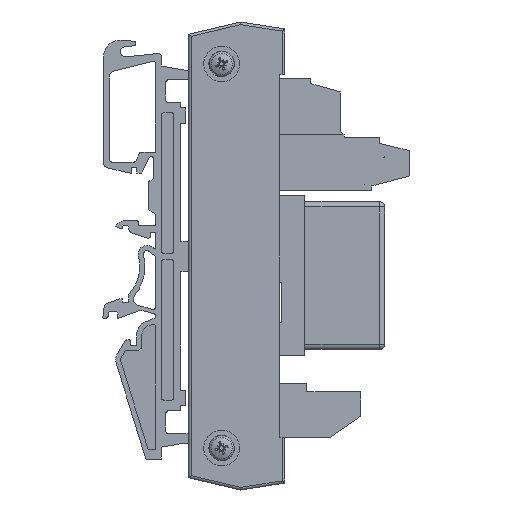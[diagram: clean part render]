
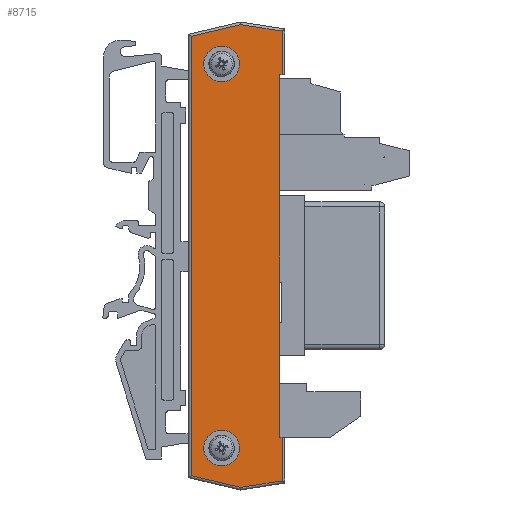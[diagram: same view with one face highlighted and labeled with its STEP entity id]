
A CAD part, left-side view. The second image highlights one B-rep face of the part: STEP entity #8715.
In plain terms, the highlighted face is planar.
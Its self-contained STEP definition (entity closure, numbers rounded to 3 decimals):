
#8254=CARTESIAN_POINT('',(-16.628,6.238,5.0));
#8255=VERTEX_POINT('',#8254);
#8262=CARTESIAN_POINT('',(54.672,6.238,5.0));
#8263=VERTEX_POINT('',#8262);
#8264=CARTESIAN_POINT('',(54.672,6.238,5.0));
#8265=DIRECTION('',(-1.0,0.0,0.0));
#8266=VECTOR('',#8265,71.3);
#8267=LINE('',#8264,#8266);
#8268=EDGE_CURVE('',#8263,#8255,#8267,.T.);
#8511=CARTESIAN_POINT('',(60.272,-5.162,5.0));
#8512=VERTEX_POINT('',#8511);
#8513=CARTESIAN_POINT('',(56.772,-5.162,5.0));
#8514=DIRECTION('',(0.0,0.0,-1.0));
#8515=DIRECTION('',(-1.0,0.0,0.0));
#8516=AXIS2_PLACEMENT_3D('',#8513,#8514,#8515);
#8517=CIRCLE('',#8516,3.5);
#8518=EDGE_CURVE('',#8512,#8512,#8517,.T.);
#8551=CARTESIAN_POINT('',(-15.228,-5.162,5.0));
#8552=VERTEX_POINT('',#8551);
#8553=CARTESIAN_POINT('',(-18.728,-5.162,5.0));
#8554=DIRECTION('',(0.0,0.0,-1.0));
#8555=DIRECTION('',(-1.0,0.0,0.0));
#8556=AXIS2_PLACEMENT_3D('',#8553,#8554,#8555);
#8557=CIRCLE('',#8556,3.5);
#8558=EDGE_CURVE('',#8552,#8552,#8557,.T.);
#8592=CARTESIAN_POINT('',(54.672,6.738,5.0));
#8593=VERTEX_POINT('',#8592);
#8594=CARTESIAN_POINT('',(54.672,6.738,5.0));
#8595=DIRECTION('',(0.0,-1.0,0.0));
#8596=VECTOR('',#8595,0.5);
#8597=LINE('',#8594,#8596);
#8598=EDGE_CURVE('',#8593,#8263,#8597,.T.);
#8623=CARTESIAN_POINT('',(-16.628,6.738,5.0));
#8624=VERTEX_POINT('',#8623);
#8632=CARTESIAN_POINT('',(-16.628,6.238,5.0));
#8633=DIRECTION('',(0.0,1.0,0.0));
#8634=VECTOR('',#8633,0.5);
#8635=LINE('',#8632,#8634);
#8636=EDGE_CURVE('',#8255,#8624,#8635,.T.);
#8645=CARTESIAN_POINT('',(19.022,-2.126,5.0));
#8646=DIRECTION('',(0.0,0.0,1.0));
#8647=DIRECTION('',(1.0,0.0,0.0));
#8648=AXIS2_PLACEMENT_3D('',#8645,#8646,#8647);
#8649=PLANE('',#8648);
#8650=ORIENTED_EDGE('',*,*,#8598,.T.);
#8651=ORIENTED_EDGE('',*,*,#8268,.T.);
#8652=ORIENTED_EDGE('',*,*,#8636,.T.);
#8653=CARTESIAN_POINT('',(-25.176,6.738,5.0));
#8654=VERTEX_POINT('',#8653);
#8655=CARTESIAN_POINT('',(-25.176,6.738,5.0));
#8656=DIRECTION('',(1.0,0.0,0.0));
#8657=VECTOR('',#8656,8.548);
#8658=LINE('',#8655,#8657);
#8659=EDGE_CURVE('',#8654,#8624,#8658,.T.);
#8660=ORIENTED_EDGE('',*,*,#8659,.F.);
#8661=CARTESIAN_POINT('',(-26.459,-1.405,5.0));
#8662=VERTEX_POINT('',#8661);
#8663=CARTESIAN_POINT('',(-26.459,-1.405,5.0));
#8664=DIRECTION('',(0.156,0.988,0.0));
#8665=VECTOR('',#8664,8.244);
#8666=LINE('',#8663,#8665);
#8667=EDGE_CURVE('',#8662,#8654,#8666,.T.);
#8668=ORIENTED_EDGE('',*,*,#8667,.F.);
#8669=CARTESIAN_POINT('',(-24.157,-11.162,5.0));
#8670=VERTEX_POINT('',#8669);
#8671=CARTESIAN_POINT('',(-24.157,-11.162,5.0));
#8672=DIRECTION('',(-0.23,0.973,0.0));
#8673=VECTOR('',#8672,10.024);
#8674=LINE('',#8671,#8673);
#8675=EDGE_CURVE('',#8670,#8662,#8674,.T.);
#8676=ORIENTED_EDGE('',*,*,#8675,.F.);
#8677=CARTESIAN_POINT('',(62.201,-11.162,5.0));
#8678=VERTEX_POINT('',#8677);
#8679=CARTESIAN_POINT('',(62.201,-11.162,5.0));
#8680=DIRECTION('',(-1.0,0.0,0.0));
#8681=VECTOR('',#8680,86.358);
#8682=LINE('',#8679,#8681);
#8683=EDGE_CURVE('',#8678,#8670,#8682,.T.);
#8684=ORIENTED_EDGE('',*,*,#8683,.F.);
#8685=CARTESIAN_POINT('',(64.503,-1.405,5.0));
#8686=VERTEX_POINT('',#8685);
#8687=CARTESIAN_POINT('',(64.503,-1.405,5.0));
#8688=DIRECTION('',(-0.23,-0.973,0.0));
#8689=VECTOR('',#8688,10.024);
#8690=LINE('',#8687,#8689);
#8691=EDGE_CURVE('',#8686,#8678,#8690,.T.);
#8692=ORIENTED_EDGE('',*,*,#8691,.F.);
#8693=CARTESIAN_POINT('',(63.22,6.738,5.0));
#8694=VERTEX_POINT('',#8693);
#8695=CARTESIAN_POINT('',(63.22,6.738,5.0));
#8696=DIRECTION('',(0.156,-0.988,0.0));
#8697=VECTOR('',#8696,8.244);
#8698=LINE('',#8695,#8697);
#8699=EDGE_CURVE('',#8694,#8686,#8698,.T.);
#8700=ORIENTED_EDGE('',*,*,#8699,.F.);
#8701=CARTESIAN_POINT('',(54.672,6.738,5.0));
#8702=DIRECTION('',(1.0,0.0,0.0));
#8703=VECTOR('',#8702,8.548);
#8704=LINE('',#8701,#8703);
#8705=EDGE_CURVE('',#8593,#8694,#8704,.T.);
#8706=ORIENTED_EDGE('',*,*,#8705,.F.);
#8707=EDGE_LOOP('',(#8650,#8651,#8652,#8660,#8668,#8676,#8684,#8692,#8700,#8706));
#8708=FACE_OUTER_BOUND('',#8707,.T.);
#8709=ORIENTED_EDGE('',*,*,#8518,.T.);
#8710=EDGE_LOOP('',(#8709));
#8711=FACE_BOUND('',#8710,.T.);
#8712=ORIENTED_EDGE('',*,*,#8558,.T.);
#8713=EDGE_LOOP('',(#8712));
#8714=FACE_BOUND('',#8713,.T.);
#8715=ADVANCED_FACE('',(#8708,#8711,#8714),#8649,.T.);
